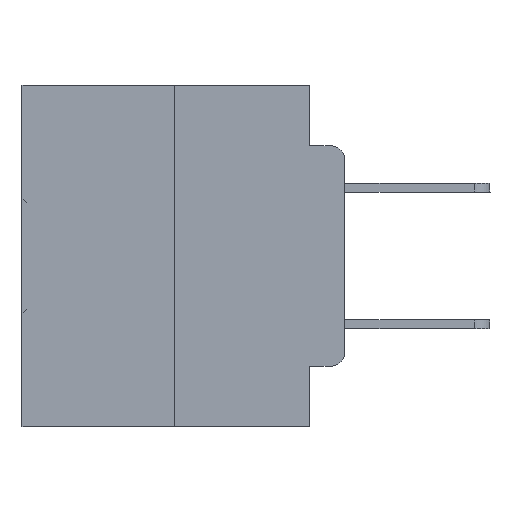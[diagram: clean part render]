
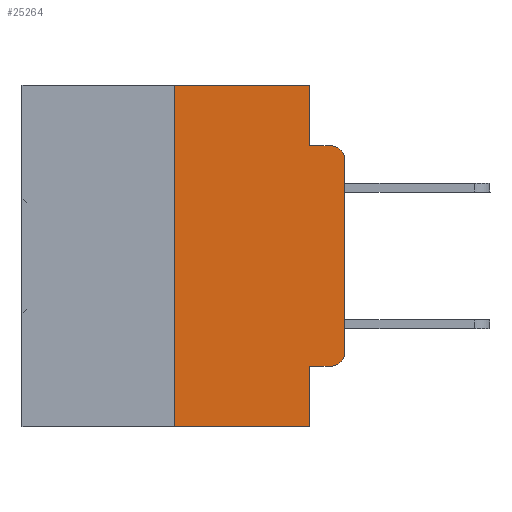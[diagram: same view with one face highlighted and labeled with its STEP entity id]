
A CAD part, left-side view. The second image highlights one B-rep face of the part: STEP entity #25264.
In plain terms, the highlighted planar face has unit normal (-1, 0, 0).
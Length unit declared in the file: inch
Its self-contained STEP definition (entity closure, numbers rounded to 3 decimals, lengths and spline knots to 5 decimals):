
#353 = VERTEX_POINT ( 'NONE', #12266 ) ;
#822 = CARTESIAN_POINT ( 'NONE',  ( 0., 0.051, -0.0885 ) ) ;
#887 = VERTEX_POINT ( 'NONE', #3276 ) ;
#1327 = LINE ( 'NONE', #6334, #22461 ) ;
#1770 = EDGE_CURVE ( 'NONE', #2989, #13270, #7916, .T. ) ;
#1829 = DIRECTION ( 'NONE',  ( 0., -1., 0. ) ) ;
#2615 = CARTESIAN_POINT ( 'NONE',  ( 0., 0.02, -0.3915 ) ) ;
#2989 = VERTEX_POINT ( 'NONE', #15910 ) ;
#3105 = ORIENTED_EDGE ( 'NONE', *, *, #1770, .T. ) ;
#3196 = DIRECTION ( 'NONE',  ( 0., 0., -1. ) ) ;
#3276 = CARTESIAN_POINT ( 'NONE',  ( 0., 0.25, 0. ) ) ;
#3587 = ORIENTED_EDGE ( 'NONE', *, *, #32997, .T. ) ;
#3601 = EDGE_CURVE ( 'NONE', #353, #13270, #35180, .T. ) ;
#4070 = VECTOR ( 'NONE', #10283, 39.37008 ) ;
#4384 = AXIS2_PLACEMENT_3D ( 'NONE', #22380, #22452, #16691 ) ;
#5230 = EDGE_CURVE ( 'NONE', #13692, #15161, #33797, .T. ) ;
#5351 = DIRECTION ( 'NONE',  ( 0., 0., -1. ) ) ;
#5406 = VECTOR ( 'NONE', #8440, 39.37008 ) ;
#6276 = LINE ( 'NONE', #16861, #5406 ) ;
#6334 = CARTESIAN_POINT ( 'NONE',  ( 0., 0., 0. ) ) ;
#6573 = ORIENTED_EDGE ( 'NONE', *, *, #23806, .T. ) ;
#7279 = DIRECTION ( 'NONE',  ( 0., 0., -1. ) ) ;
#7361 = DIRECTION ( 'NONE',  ( 0., -1., 0. ) ) ;
#7363 = VECTOR ( 'NONE', #11863, 39.37008 ) ;
#7496 = CARTESIAN_POINT ( 'NONE',  ( 0., 0.051, -0.4115 ) ) ;
#7851 = ORIENTED_EDGE ( 'NONE', *, *, #23908, .F. ) ;
#7916 = CIRCLE ( 'NONE', #4384, 0.02 ) ;
#8265 = ORIENTED_EDGE ( 'NONE', *, *, #18447, .F. ) ;
#8297 = ORIENTED_EDGE ( 'NONE', *, *, #27564, .F. ) ;
#8440 = DIRECTION ( 'NONE',  ( 0., 0., 1. ) ) ;
#8801 = CARTESIAN_POINT ( 'NONE',  ( 0., 0.051, 0. ) ) ;
#9611 = CARTESIAN_POINT ( 'NONE',  ( 0., 0.02, -0.0885 ) ) ;
#10283 = DIRECTION ( 'NONE',  ( 0., -1., 0. ) ) ;
#11863 = DIRECTION ( 'NONE',  ( 0., 0., -1. ) ) ;
#12266 = CARTESIAN_POINT ( 'NONE',  ( 0., 0.051, -0.0885 ) ) ;
#12395 = CARTESIAN_POINT ( 'NONE',  ( 0., 0., -0.3915 ) ) ;
#12970 = CARTESIAN_POINT ( 'NONE',  ( 0., 0.473, 0. ) ) ;
#13068 = ORIENTED_EDGE ( 'NONE', *, *, #3601, .F. ) ;
#13270 = VERTEX_POINT ( 'NONE', #9611 ) ;
#13390 = VERTEX_POINT ( 'NONE', #34702 ) ;
#13692 = VERTEX_POINT ( 'NONE', #30593 ) ;
#14212 = PLANE ( 'NONE',  #24088 ) ;
#14398 = ORIENTED_EDGE ( 'NONE', *, *, #19095, .F. ) ;
#14597 = VECTOR ( 'NONE', #7279, 39.37008 ) ;
#14962 = CARTESIAN_POINT ( 'NONE',  ( 0., 0.051, 0. ) ) ;
#15161 = VERTEX_POINT ( 'NONE', #12395 ) ;
#15451 = CARTESIAN_POINT ( 'NONE',  ( 0., 0.051, -0.4115 ) ) ;
#15574 = CARTESIAN_POINT ( 'NONE',  ( 0., 0.051, 0. ) ) ;
#15910 = CARTESIAN_POINT ( 'NONE',  ( 0., 0., -0.1085 ) ) ;
#16301 = VECTOR ( 'NONE', #32770, 39.37008 ) ;
#16377 = CARTESIAN_POINT ( 'NONE',  ( 0., 0.473, -0.5 ) ) ;
#16691 = DIRECTION ( 'NONE',  ( 0., 0., -1. ) ) ;
#16734 = VECTOR ( 'NONE', #7361, 39.37008 ) ;
#16861 = CARTESIAN_POINT ( 'NONE',  ( 0., 0.25, 0. ) ) ;
#17022 = CARTESIAN_POINT ( 'NONE',  ( 0., 0.473, 0. ) ) ;
#17584 = LINE ( 'NONE', #12970, #16734 ) ;
#18447 = EDGE_CURVE ( 'NONE', #23152, #353, #22745, .T. ) ;
#18812 = FACE_OUTER_BOUND ( 'NONE', #22742, .T. ) ;
#19095 = EDGE_CURVE ( 'NONE', #887, #23152, #17584, .T. ) ;
#19772 = DIRECTION ( 'NONE',  ( 1., 0., 0. ) ) ;
#21930 = DIRECTION ( 'NONE',  ( -1., 0., 0. ) ) ;
#22099 = LINE ( 'NONE', #8801, #7363 ) ;
#22380 = CARTESIAN_POINT ( 'NONE',  ( 0., 0.02, -0.1085 ) ) ;
#22452 = DIRECTION ( 'NONE',  ( -1., 0., 0. ) ) ;
#22461 = VECTOR ( 'NONE', #33654, 39.37008 ) ;
#22475 = CARTESIAN_POINT ( 'NONE',  ( 0., 0.25, -0.5 ) ) ;
#22742 = EDGE_LOOP ( 'NONE', ( #28038, #3105, #13068, #8265, #14398, #7851, #6573, #8297, #3587, #31510 ) ) ;
#22745 = LINE ( 'NONE', #15574, #14597 ) ;
#23152 = VERTEX_POINT ( 'NONE', #14962 ) ;
#23806 = EDGE_CURVE ( 'NONE', #31083, #13390, #30787, .T. ) ;
#23908 = EDGE_CURVE ( 'NONE', #31083, #887, #6276, .T. ) ;
#24088 = AXIS2_PLACEMENT_3D ( 'NONE', #17022, #19772, #3196 ) ;
#24867 = VERTEX_POINT ( 'NONE', #15451 ) ;
#25264 = ADVANCED_FACE ( 'NONE', ( #18812 ), #14212, .F. ) ;
#26020 = LINE ( 'NONE', #7496, #4070 ) ;
#26875 = AXIS2_PLACEMENT_3D ( 'NONE', #2615, #21930, #5351 ) ;
#27564 = EDGE_CURVE ( 'NONE', #24867, #13390, #22099, .T. ) ;
#28038 = ORIENTED_EDGE ( 'NONE', *, *, #28237, .T. ) ;
#28237 = EDGE_CURVE ( 'NONE', #15161, #2989, #1327, .T. ) ;
#30593 = CARTESIAN_POINT ( 'NONE',  ( 0., 0.02, -0.4115 ) ) ;
#30787 = LINE ( 'NONE', #16377, #16301 ) ;
#31083 = VERTEX_POINT ( 'NONE', #22475 ) ;
#31510 = ORIENTED_EDGE ( 'NONE', *, *, #5230, .T. ) ;
#32770 = DIRECTION ( 'NONE',  ( 0., -1., 0. ) ) ;
#32997 = EDGE_CURVE ( 'NONE', #24867, #13692, #26020, .T. ) ;
#33654 = DIRECTION ( 'NONE',  ( 0., 0., 1. ) ) ;
#33797 = CIRCLE ( 'NONE', #26875, 0.02 ) ;
#34321 = VECTOR ( 'NONE', #1829, 39.37008 ) ;
#34702 = CARTESIAN_POINT ( 'NONE',  ( 0., 0.051, -0.5 ) ) ;
#35180 = LINE ( 'NONE', #822, #34321 ) ;
